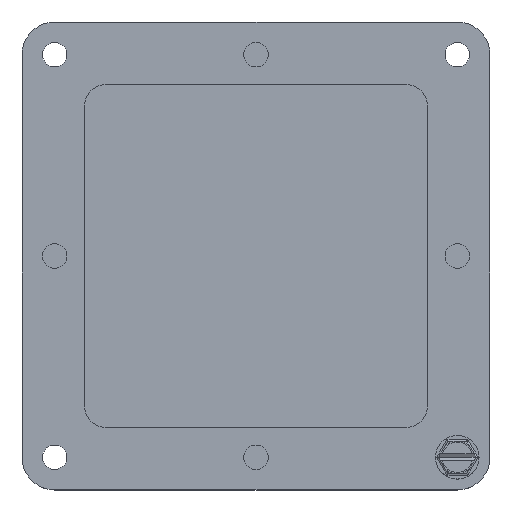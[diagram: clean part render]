
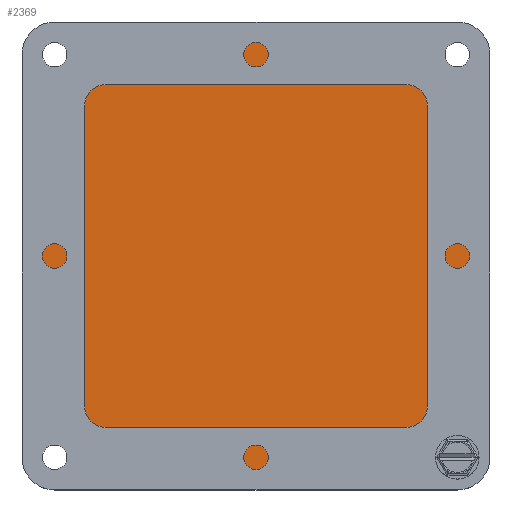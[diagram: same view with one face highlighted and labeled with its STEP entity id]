
A CAD part, top view. The second image highlights one B-rep face of the part: STEP entity #2369.
In plain terms, the highlighted planar face has unit normal (0, 0, 1).
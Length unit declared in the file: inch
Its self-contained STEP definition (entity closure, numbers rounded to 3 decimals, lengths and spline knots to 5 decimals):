
#18 = CARTESIAN_POINT ( 'NONE',  ( 2.453, 2.3125, 0.125 ) ) ;
#39 = VERTEX_POINT ( 'NONE', #930 ) ;
#40 = EDGE_CURVE ( 'NONE', #1904, #1904, #3892, .T. ) ;
#49 = LINE ( 'NONE', #2662, #255 ) ;
#123 = CIRCLE ( 'NONE', #2469, 0.1405 ) ;
#255 = VECTOR ( 'NONE', #3938, 39.37008 ) ;
#279 = EDGE_CURVE ( 'NONE', #792, #1703, #49, .T. ) ;
#320 = DIRECTION ( 'NONE',  ( -1., 0., 0. ) ) ;
#381 = CARTESIAN_POINT ( 'NONE',  ( 2.6875, 2.6875, 0.125 ) ) ;
#453 = CARTESIAN_POINT ( 'NONE',  ( 2.3125, 2.6875, 0.125 ) ) ;
#545 = DIRECTION ( 'NONE',  ( 1., 0., 0. ) ) ;
#568 = CARTESIAN_POINT ( 'NONE',  ( 2.3125, 2.3125, 0.125 ) ) ;
#595 = CARTESIAN_POINT ( 'NONE',  ( -2.3125, 2.6875, 0.125 ) ) ;
#761 = ORIENTED_EDGE ( 'NONE', *, *, #1705, .T. ) ;
#792 = VERTEX_POINT ( 'NONE', #1477 ) ;
#807 = DIRECTION ( 'NONE',  ( 0., 0., -1. ) ) ;
#808 = AXIS2_PLACEMENT_3D ( 'NONE', #2484, #2826, #2105 ) ;
#832 = CARTESIAN_POINT ( 'NONE',  ( -2.6875, 2.3125, 0.125 ) ) ;
#848 = DIRECTION ( 'NONE',  ( 1., 0., 0. ) ) ;
#868 = ORIENTED_EDGE ( 'NONE', *, *, #2094, .T. ) ;
#882 = CARTESIAN_POINT ( 'NONE',  ( -2.6875, -2.6875, 0.125 ) ) ;
#906 = ORIENTED_EDGE ( 'NONE', *, *, #1851, .F. ) ;
#930 = CARTESIAN_POINT ( 'NONE',  ( 2.453, -2.3125, 0.125 ) ) ;
#954 = VERTEX_POINT ( 'NONE', #2929 ) ;
#1132 = DIRECTION ( 'NONE',  ( 0., 0., 1. ) ) ;
#1138 = DIRECTION ( 'NONE',  ( 1., 0., 0. ) ) ;
#1301 = EDGE_CURVE ( 'NONE', #954, #954, #123, .T. ) ;
#1321 = DIRECTION ( 'NONE',  ( 1., 0., 0. ) ) ;
#1343 = EDGE_CURVE ( 'NONE', #3163, #1727, #1503, .T. ) ;
#1345 = CIRCLE ( 'NONE', #2291, 0.375 ) ;
#1354 = CIRCLE ( 'NONE', #808, 0.375 ) ;
#1447 = CARTESIAN_POINT ( 'NONE',  ( -2.6875, -2.3125, 0.125 ) ) ;
#1456 = ORIENTED_EDGE ( 'NONE', *, *, #279, .T. ) ;
#1477 = CARTESIAN_POINT ( 'NONE',  ( 2.6875, -2.3125, 0.125 ) ) ;
#1490 = AXIS2_PLACEMENT_3D ( 'NONE', #4003, #807, #3286 ) ;
#1503 = LINE ( 'NONE', #4027, #3817 ) ;
#1557 = DIRECTION ( 'NONE',  ( 0., 0., -1. ) ) ;
#1620 = AXIS2_PLACEMENT_3D ( 'NONE', #2917, #3853, #320 ) ;
#1703 = VERTEX_POINT ( 'NONE', #3642 ) ;
#1705 = EDGE_CURVE ( 'NONE', #3823, #3206, #2345, .T. ) ;
#1717 = EDGE_CURVE ( 'NONE', #3823, #2187, #1345, .T. ) ;
#1727 = VERTEX_POINT ( 'NONE', #3039 ) ;
#1851 = EDGE_CURVE ( 'NONE', #3163, #3206, #1354, .T. ) ;
#1904 = VERTEX_POINT ( 'NONE', #3838 ) ;
#2026 = AXIS2_PLACEMENT_3D ( 'NONE', #568, #1557, #2854 ) ;
#2044 = CARTESIAN_POINT ( 'NONE',  ( -2.3125, 2.3125, 0.125 ) ) ;
#2046 = ORIENTED_EDGE ( 'NONE', *, *, #2926, .T. ) ;
#2058 = EDGE_LOOP ( 'NONE', ( #3412 ) ) ;
#2094 = EDGE_CURVE ( 'NONE', #39, #39, #3691, .T. ) ;
#2103 = CARTESIAN_POINT ( 'NONE',  ( -2.3125, 2.3125, 0.125 ) ) ;
#2104 = FACE_BOUND ( 'NONE', #2645, .T. ) ;
#2105 = DIRECTION ( 'NONE',  ( -1., 0., 0. ) ) ;
#2173 = CARTESIAN_POINT ( 'NONE',  ( 2.3125, -2.3125, 0.125 ) ) ;
#2187 = VERTEX_POINT ( 'NONE', #595 ) ;
#2291 = AXIS2_PLACEMENT_3D ( 'NONE', #2044, #3017, #2651 ) ;
#2345 = LINE ( 'NONE', #3622, #3965 ) ;
#2369 = ADVANCED_FACE ( 'NONE', ( #2104, #3407, #2747, #2804, #2483 ), #3719, .T. ) ;
#2402 = DIRECTION ( 'NONE',  ( 0., -1., 0. ) ) ;
#2432 = CIRCLE ( 'NONE', #2026, 0.1405 ) ;
#2441 = ORIENTED_EDGE ( 'NONE', *, *, #3470, .T. ) ;
#2469 = AXIS2_PLACEMENT_3D ( 'NONE', #3951, #3247, #1321 ) ;
#2479 = EDGE_CURVE ( 'NONE', #3716, #1703, #2641, .T. ) ;
#2483 = FACE_BOUND ( 'NONE', #4089, .T. ) ;
#2484 = CARTESIAN_POINT ( 'NONE',  ( -2.3125, -2.3125, 0.125 ) ) ;
#2554 = ORIENTED_EDGE ( 'NONE', *, *, #1343, .T. ) ;
#2573 = LINE ( 'NONE', #381, #4114 ) ;
#2610 = VERTEX_POINT ( 'NONE', #18 ) ;
#2641 = CIRCLE ( 'NONE', #1620, 0.375 ) ;
#2645 = EDGE_LOOP ( 'NONE', ( #868 ) ) ;
#2651 = DIRECTION ( 'NONE',  ( -1., 0., 0. ) ) ;
#2662 = CARTESIAN_POINT ( 'NONE',  ( 2.6875, -2.6875, 0.125 ) ) ;
#2747 = FACE_OUTER_BOUND ( 'NONE', #3197, .T. ) ;
#2804 = FACE_BOUND ( 'NONE', #2058, .T. ) ;
#2826 = DIRECTION ( 'NONE',  ( 0., 0., -1. ) ) ;
#2854 = DIRECTION ( 'NONE',  ( 1., 0., 0. ) ) ;
#2917 = CARTESIAN_POINT ( 'NONE',  ( 2.3125, 2.3125, 0.125 ) ) ;
#2922 = ORIENTED_EDGE ( 'NONE', *, *, #40, .T. ) ;
#2926 = EDGE_CURVE ( 'NONE', #2610, #2610, #2432, .T. ) ;
#2929 = CARTESIAN_POINT ( 'NONE',  ( -2.172, -2.3125, 0.125 ) ) ;
#3017 = DIRECTION ( 'NONE',  ( 0., 0., -1. ) ) ;
#3020 = EDGE_LOOP ( 'NONE', ( #2922 ) ) ;
#3039 = CARTESIAN_POINT ( 'NONE',  ( 2.3125, -2.6875, 0.125 ) ) ;
#3097 = ORIENTED_EDGE ( 'NONE', *, *, #2479, .F. ) ;
#3110 = CIRCLE ( 'NONE', #1490, 0.375 ) ;
#3163 = VERTEX_POINT ( 'NONE', #3977 ) ;
#3197 = EDGE_LOOP ( 'NONE', ( #2554, #4038, #1456, #3097, #2441, #3333, #761, #906 ) ) ;
#3206 = VERTEX_POINT ( 'NONE', #1447 ) ;
#3243 = AXIS2_PLACEMENT_3D ( 'NONE', #2173, #3453, #1138 ) ;
#3247 = DIRECTION ( 'NONE',  ( 0., 0., -1. ) ) ;
#3286 = DIRECTION ( 'NONE',  ( -1., 0., 0. ) ) ;
#3333 = ORIENTED_EDGE ( 'NONE', *, *, #1717, .F. ) ;
#3388 = DIRECTION ( 'NONE',  ( 1., 0., 0. ) ) ;
#3407 = FACE_BOUND ( 'NONE', #3020, .T. ) ;
#3412 = ORIENTED_EDGE ( 'NONE', *, *, #1301, .T. ) ;
#3453 = DIRECTION ( 'NONE',  ( 0., 0., -1. ) ) ;
#3470 = EDGE_CURVE ( 'NONE', #3716, #2187, #2573, .T. ) ;
#3622 = CARTESIAN_POINT ( 'NONE',  ( -2.6875, 2.6875, 0.125 ) ) ;
#3642 = CARTESIAN_POINT ( 'NONE',  ( 2.6875, 2.3125, 0.125 ) ) ;
#3676 = DIRECTION ( 'NONE',  ( 0., 0., -1. ) ) ;
#3691 = CIRCLE ( 'NONE', #3243, 0.1405 ) ;
#3716 = VERTEX_POINT ( 'NONE', #453 ) ;
#3719 = PLANE ( 'NONE',  #3911 ) ;
#3817 = VECTOR ( 'NONE', #848, 39.37008 ) ;
#3823 = VERTEX_POINT ( 'NONE', #832 ) ;
#3838 = CARTESIAN_POINT ( 'NONE',  ( -2.172, 2.3125, 0.125 ) ) ;
#3853 = DIRECTION ( 'NONE',  ( 0., 0., -1. ) ) ;
#3892 = CIRCLE ( 'NONE', #3952, 0.1405 ) ;
#3898 = DIRECTION ( 'NONE',  ( -1., 0., 0. ) ) ;
#3911 = AXIS2_PLACEMENT_3D ( 'NONE', #882, #1132, #3388 ) ;
#3938 = DIRECTION ( 'NONE',  ( 0., 1., 0. ) ) ;
#3951 = CARTESIAN_POINT ( 'NONE',  ( -2.3125, -2.3125, 0.125 ) ) ;
#3952 = AXIS2_PLACEMENT_3D ( 'NONE', #2103, #3676, #545 ) ;
#3965 = VECTOR ( 'NONE', #2402, 39.37008 ) ;
#3977 = CARTESIAN_POINT ( 'NONE',  ( -2.3125, -2.6875, 0.125 ) ) ;
#4001 = EDGE_CURVE ( 'NONE', #792, #1727, #3110, .T. ) ;
#4003 = CARTESIAN_POINT ( 'NONE',  ( 2.3125, -2.3125, 0.125 ) ) ;
#4027 = CARTESIAN_POINT ( 'NONE',  ( -2.6875, -2.6875, 0.125 ) ) ;
#4038 = ORIENTED_EDGE ( 'NONE', *, *, #4001, .F. ) ;
#4089 = EDGE_LOOP ( 'NONE', ( #2046 ) ) ;
#4114 = VECTOR ( 'NONE', #3898, 39.37008 ) ;
